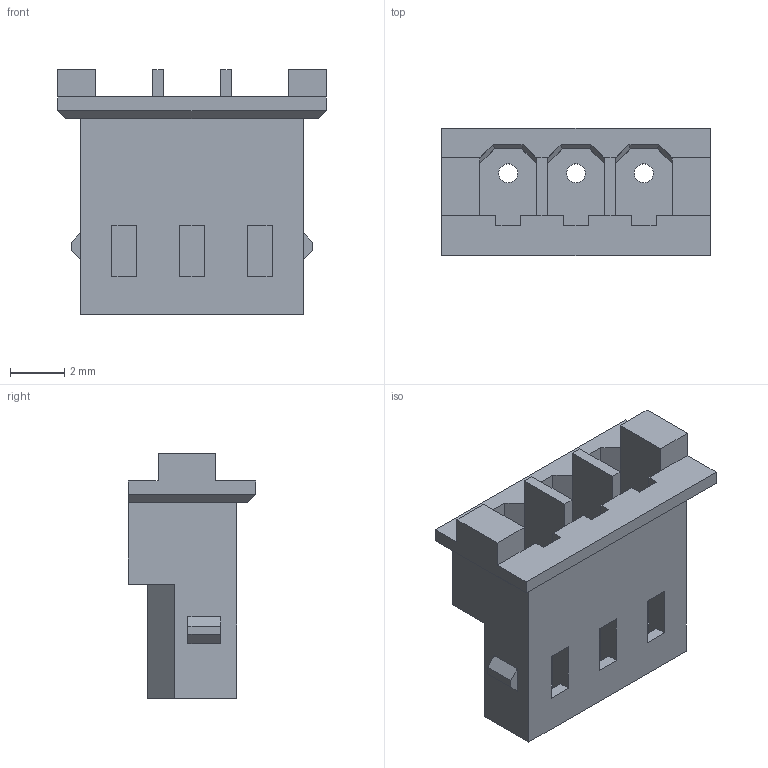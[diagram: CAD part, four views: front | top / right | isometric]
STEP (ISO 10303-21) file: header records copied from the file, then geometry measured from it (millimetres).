
FILE_DESCRIPTION( ( 'Unknown' ), '1' );
FILE_NAME( '646003113322.stp', 'Unknown', ( 'Unknown' ), ( 'Unknown' ), 'PSStep 14.0', 'Unknown', ' ' );
FILE_SCHEMA( ( 'AUTOMOTIVE_DESIGN { 1 0 10303 214 1 1 1 1 }' ) );
Length unit declared in the file: millimetre
Products named in the file (1): 1
Bounding box: 9.9 x 4.7 x 9 mm (x, y, z)
Volume: 134.3 mm3; surface area: 505.9 mm2
Topology: 1 solids, 1 shells, 109 faces, 304 edges, 196 vertices
Faces by surface type: plane 106, cylinder 3
Full cylindrical faces by diameter (mm): 0.7 x3
Entity records: 4301 total; most frequent: CARTESIAN_POINT 607, ORIENTED_EDGE 602, DIRECTION 527, EDGE_CURVE 301, LINE 295, VECTOR 295, VERTEX_POINT 196, EDGE_LOOP 123
